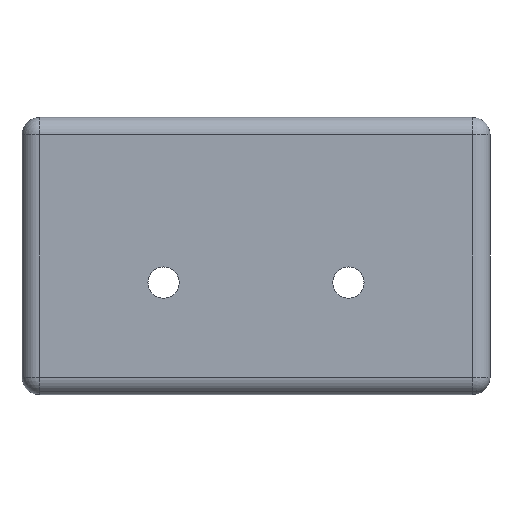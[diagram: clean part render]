
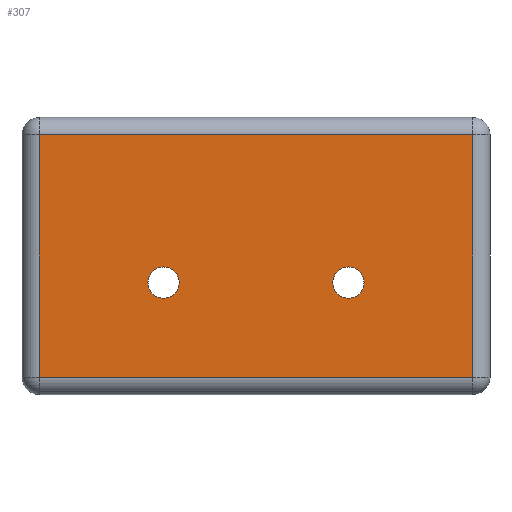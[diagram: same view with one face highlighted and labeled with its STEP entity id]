
A CAD part, front view. The second image highlights one B-rep face of the part: STEP entity #307.
In plain terms, the highlighted planar face has unit normal (0, -1, 0).
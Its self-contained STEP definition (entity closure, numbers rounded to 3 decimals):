
#107 = VERTEX_POINT('',#108);
#108 = CARTESIAN_POINT('',(18.75,0.,1.5));
#115 = EDGE_CURVE('',#107,#116,#118,.T.);
#116 = VERTEX_POINT('',#117);
#117 = CARTESIAN_POINT('',(-18.75,0.,1.5));
#118 = LINE('',#119,#120);
#119 = CARTESIAN_POINT('',(20.25,0.,1.5));
#120 = VECTOR('',#121,1.);
#121 = DIRECTION('',(-1.,0.,0.));
#307 = ADVANCED_FACE('',(#308,#333,#344),#355,.F.);
#308 = FACE_BOUND('',#309,.F.);
#309 = EDGE_LOOP('',(#310,#320,#326,#327));
#310 = ORIENTED_EDGE('',*,*,#311,.T.);
#311 = EDGE_CURVE('',#312,#314,#316,.T.);
#312 = VERTEX_POINT('',#313);
#313 = CARTESIAN_POINT('',(-18.75,0.,22.492));
#314 = VERTEX_POINT('',#315);
#315 = CARTESIAN_POINT('',(18.75,0.,22.492));
#316 = LINE('',#317,#318);
#317 = CARTESIAN_POINT('',(-20.25,0.,22.492));
#318 = VECTOR('',#319,1.);
#319 = DIRECTION('',(1.,0.,0.));
#320 = ORIENTED_EDGE('',*,*,#321,.F.);
#321 = EDGE_CURVE('',#107,#314,#322,.T.);
#322 = LINE('',#323,#324);
#323 = CARTESIAN_POINT('',(18.75,0.,0.));
#324 = VECTOR('',#325,1.);
#325 = DIRECTION('',(0.,0.,1.));
#326 = ORIENTED_EDGE('',*,*,#115,.T.);
#327 = ORIENTED_EDGE('',*,*,#328,.T.);
#328 = EDGE_CURVE('',#116,#312,#329,.T.);
#329 = LINE('',#330,#331);
#330 = CARTESIAN_POINT('',(-18.75,0.,0.));
#331 = VECTOR('',#332,1.);
#332 = DIRECTION('',(0.,0.,1.));
#333 = FACE_BOUND('',#334,.F.);
#334 = EDGE_LOOP('',(#335));
#335 = ORIENTED_EDGE('',*,*,#336,.T.);
#336 = EDGE_CURVE('',#337,#337,#339,.T.);
#337 = VERTEX_POINT('',#338);
#338 = CARTESIAN_POINT('',(9.35,0.,9.696));
#339 = CIRCLE('',#340,1.35);
#340 = AXIS2_PLACEMENT_3D('',#341,#342,#343);
#341 = CARTESIAN_POINT('',(8.,0.,9.696));
#342 = DIRECTION('',(0.,-1.,0.));
#343 = DIRECTION('',(1.,0.,0.));
#344 = FACE_BOUND('',#345,.F.);
#345 = EDGE_LOOP('',(#346));
#346 = ORIENTED_EDGE('',*,*,#347,.T.);
#347 = EDGE_CURVE('',#348,#348,#350,.T.);
#348 = VERTEX_POINT('',#349);
#349 = CARTESIAN_POINT('',(-6.65,0.,9.696));
#350 = CIRCLE('',#351,1.35);
#351 = AXIS2_PLACEMENT_3D('',#352,#353,#354);
#352 = CARTESIAN_POINT('',(-8.,0.,9.696));
#353 = DIRECTION('',(0.,-1.,0.));
#354 = DIRECTION('',(1.,0.,0.));
#355 = PLANE('',#356);
#356 = AXIS2_PLACEMENT_3D('',#357,#358,#359);
#357 = CARTESIAN_POINT('',(0.,0.,11.77));
#358 = DIRECTION('',(0.,1.,0.));
#359 = DIRECTION('',(0.,0.,1.));
